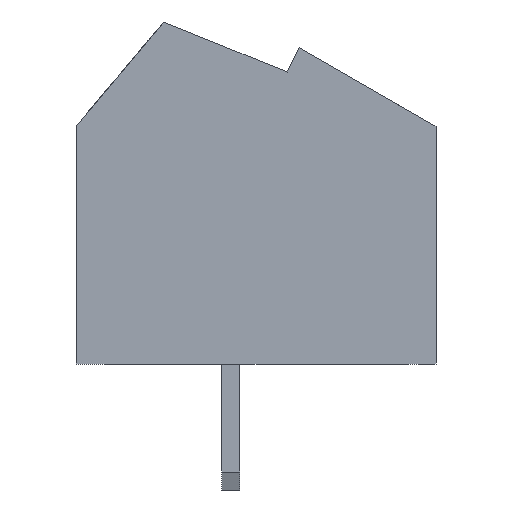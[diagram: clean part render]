
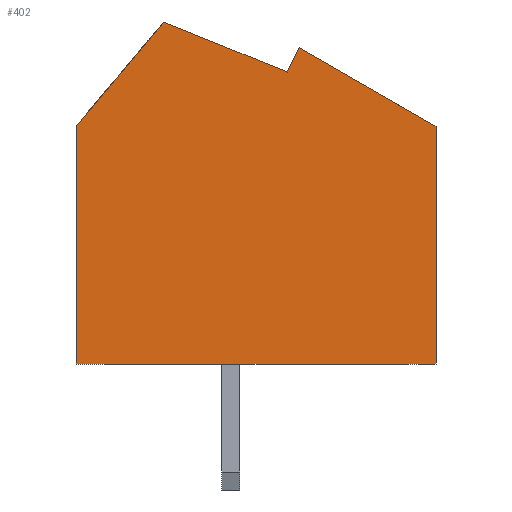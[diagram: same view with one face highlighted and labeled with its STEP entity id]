
A CAD part, left-side view. The second image highlights one B-rep face of the part: STEP entity #402.
In plain terms, the highlighted planar face has unit normal (-1, 0, 0).
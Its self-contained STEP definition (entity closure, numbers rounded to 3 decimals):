
#402 = ADVANCED_FACE( '', ( #839 ), #840, .F. );
#839 = FACE_OUTER_BOUND( '', #1372, .T. );
#840 = PLANE( '', #1373 );
#1372 = EDGE_LOOP( '', ( #2173, #2174, #2175, #2176, #2177, #2178, #2179 ) );
#1373 = AXIS2_PLACEMENT_3D( '', #2180, #2181, #2182 );
#2173 = ORIENTED_EDGE( '', *, *, #3513, .F. );
#2174 = ORIENTED_EDGE( '', *, *, #3514, .F. );
#2175 = ORIENTED_EDGE( '', *, *, #3515, .F. );
#2176 = ORIENTED_EDGE( '', *, *, #3516, .F. );
#2177 = ORIENTED_EDGE( '', *, *, #3517, .F. );
#2178 = ORIENTED_EDGE( '', *, *, #3518, .F. );
#2179 = ORIENTED_EDGE( '', *, *, #3519, .F. );
#2180 = CARTESIAN_POINT( '', ( -3.81, 0., 0. ) );
#2181 = DIRECTION( '', ( 1., 0., 0. ) );
#2182 = DIRECTION( '', ( 0., 0., -1. ) );
#3513 = EDGE_CURVE( '', #4284, #4285, #4286, .T. );
#3514 = EDGE_CURVE( '', #4287, #4284, #4288, .T. );
#3515 = EDGE_CURVE( '', #4289, #4287, #4290, .T. );
#3516 = EDGE_CURVE( '', #4291, #4289, #4292, .T. );
#3517 = EDGE_CURVE( '', #4293, #4291, #4294, .T. );
#3518 = EDGE_CURVE( '', #4295, #4293, #4296, .T. );
#3519 = EDGE_CURVE( '', #4285, #4295, #4297, .T. );
#4284 = VERTEX_POINT( '', #5344 );
#4285 = VERTEX_POINT( '', #5345 );
#4286 = LINE( '', #5346, #5347 );
#4287 = VERTEX_POINT( '', #5348 );
#4288 = LINE( '', #5349, #5350 );
#4289 = VERTEX_POINT( '', #5351 );
#4290 = LINE( '', #5352, #5353 );
#4291 = VERTEX_POINT( '', #5354 );
#4292 = LINE( '', #5355, #5356 );
#4293 = VERTEX_POINT( '', #5357 );
#4294 = LINE( '', #5358, #5359 );
#4295 = VERTEX_POINT( '', #5360 );
#4296 = LINE( '', #5361, #5362 );
#4297 = LINE( '', #5363, #5364 );
#5344 = CARTESIAN_POINT( '', ( -3.81, 5., -3.3 ) );
#5345 = CARTESIAN_POINT( '', ( -3.81, 5., 3.3 ) );
#5346 = CARTESIAN_POINT( '', ( -3.81, 5., -3.3 ) );
#5347 = VECTOR( '', #6259, 1000. );
#5348 = CARTESIAN_POINT( '', ( -3.81, -5., -3.3 ) );
#5349 = CARTESIAN_POINT( '', ( -3.81, 5., -3.3 ) );
#5350 = VECTOR( '', #6260, 1000. );
#5351 = CARTESIAN_POINT( '', ( -3.81, -5., 3.3 ) );
#5352 = CARTESIAN_POINT( '', ( -3.81, -5., 3.3 ) );
#5353 = VECTOR( '', #6261, 1000. );
#5354 = CARTESIAN_POINT( '', ( -3.81, -1.199, 5.483 ) );
#5355 = CARTESIAN_POINT( '', ( -3.81, -1.199, 5.483 ) );
#5356 = VECTOR( '', #6262, 1000. );
#5357 = CARTESIAN_POINT( '', ( -3.81, -0.867, 4.811 ) );
#5358 = CARTESIAN_POINT( '', ( -3.81, -0.867, 4.811 ) );
#5359 = VECTOR( '', #6263, 1000. );
#5360 = CARTESIAN_POINT( '', ( -3.81, 2.566, 6.2 ) );
#5361 = CARTESIAN_POINT( '', ( -3.81, 2.566, 6.2 ) );
#5362 = VECTOR( '', #6264, 1000. );
#5363 = CARTESIAN_POINT( '', ( -3.81, 5., 3.3 ) );
#5364 = VECTOR( '', #6265, 1000. );
#6259 = DIRECTION( '', ( 0., 0., 1. ) );
#6260 = DIRECTION( '', ( 0., 1., 0. ) );
#6261 = DIRECTION( '', ( 0., 0., -1. ) );
#6262 = DIRECTION( '', ( 0., -0.867, -0.498 ) );
#6263 = DIRECTION( '', ( 0., -0.443, 0.897 ) );
#6264 = DIRECTION( '', ( 0., -0.927, -0.375 ) );
#6265 = DIRECTION( '', ( 0., -0.643, 0.766 ) );
